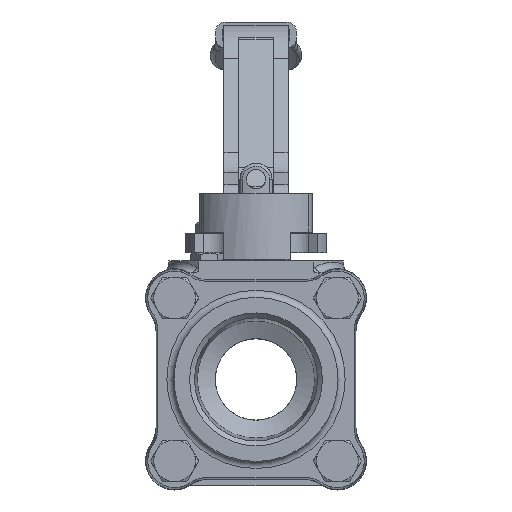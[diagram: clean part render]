
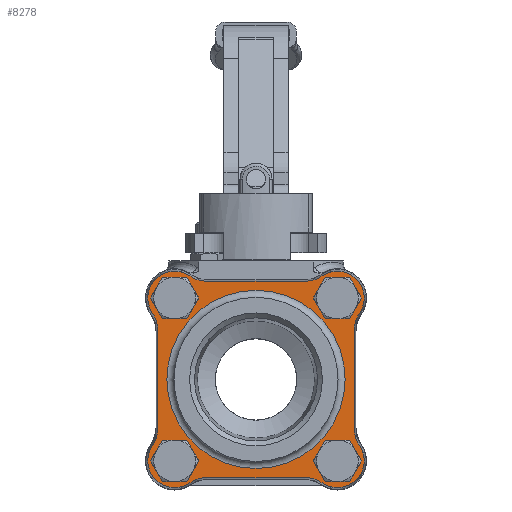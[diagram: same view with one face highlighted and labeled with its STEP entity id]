
A CAD part, front view. The second image highlights one B-rep face of the part: STEP entity #8278.
In plain terms, the highlighted face is planar.
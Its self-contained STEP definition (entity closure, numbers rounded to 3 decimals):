
#8052=CARTESIAN_POINT('',(27.8,0.,10.0));
#8053=VERTEX_POINT('',#8052);
#8054=CARTESIAN_POINT('',(0.0,0.0,10.0));
#8055=DIRECTION('',(0.0,0.0,1.0));
#8056=DIRECTION('',(-1.0,0.0,0.0));
#8057=AXIS2_PLACEMENT_3D('',#8054,#8055,#8056);
#8058=CIRCLE('',#8057,27.8);
#8059=EDGE_CURVE('',#8053,#8053,#8058,.T.);
#8084=CARTESIAN_POINT('',(0.0,0.,10.0));
#8085=DIRECTION('',(0.0,0.0,1.0));
#8086=DIRECTION('',(1.0,0.0,0.0));
#8087=AXIS2_PLACEMENT_3D('',#8084,#8085,#8086);
#8088=PLANE('',#8087);
#8089=CARTESIAN_POINT('',(20.643,32.294,10.0));
#8090=VERTEX_POINT('',#8089);
#8091=CARTESIAN_POINT('',(32.294,20.643,10.0));
#8092=VERTEX_POINT('',#8091);
#8093=CARTESIAN_POINT('',(25.4,25.4,10.0));
#8094=DIRECTION('',(0.0,0.0,-1.0));
#8095=DIRECTION('',(-0.823,0.568,0.0));
#8096=AXIS2_PLACEMENT_3D('',#8093,#8094,#8095);
#8097=CIRCLE('',#8096,8.376);
#8098=EDGE_CURVE('',#8090,#8092,#8097,.T.);
#8099=ORIENTED_EDGE('',*,*,#8098,.F.);
#8100=CARTESIAN_POINT('',(15.29,30.626,10.0));
#8101=VERTEX_POINT('',#8100);
#8102=CARTESIAN_POINT('',(15.29,40.05,10.0));
#8103=DIRECTION('',(0.0,0.0,1.0));
#8104=DIRECTION('',(0.0,-1.0,0.0));
#8105=AXIS2_PLACEMENT_3D('',#8102,#8103,#8104);
#8106=CIRCLE('',#8105,9.424);
#8107=EDGE_CURVE('',#8101,#8090,#8106,.T.);
#8108=ORIENTED_EDGE('',*,*,#8107,.F.);
#8109=CARTESIAN_POINT('',(-15.29,30.626,10.0));
#8110=VERTEX_POINT('',#8109);
#8111=CARTESIAN_POINT('',(-15.29,30.626,10.0));
#8112=DIRECTION('',(1.0,0.0,0.0));
#8113=VECTOR('',#8112,30.579);
#8114=LINE('',#8111,#8113);
#8115=EDGE_CURVE('',#8110,#8101,#8114,.T.);
#8116=ORIENTED_EDGE('',*,*,#8115,.F.);
#8117=CARTESIAN_POINT('',(-20.643,32.294,10.0));
#8118=VERTEX_POINT('',#8117);
#8119=CARTESIAN_POINT('',(-15.29,40.05,10.0));
#8120=DIRECTION('',(0.0,0.0,1.0));
#8121=DIRECTION('',(-0.568,-0.823,0.0));
#8122=AXIS2_PLACEMENT_3D('',#8119,#8120,#8121);
#8123=CIRCLE('',#8122,9.424);
#8124=EDGE_CURVE('',#8118,#8110,#8123,.T.);
#8125=ORIENTED_EDGE('',*,*,#8124,.F.);
#8126=CARTESIAN_POINT('',(-32.294,20.643,10.0));
#8127=VERTEX_POINT('',#8126);
#8128=CARTESIAN_POINT('',(-25.4,25.4,10.0));
#8129=DIRECTION('',(0.0,0.0,-1.0));
#8130=DIRECTION('',(-0.568,-0.823,0.0));
#8131=AXIS2_PLACEMENT_3D('',#8128,#8129,#8130);
#8132=CIRCLE('',#8131,8.376);
#8133=EDGE_CURVE('',#8127,#8118,#8132,.T.);
#8134=ORIENTED_EDGE('',*,*,#8133,.F.);
#8135=CARTESIAN_POINT('',(-30.626,15.29,10.0));
#8136=VERTEX_POINT('',#8135);
#8137=CARTESIAN_POINT('',(-40.05,15.29,10.0));
#8138=DIRECTION('',(0.0,0.0,1.0));
#8139=DIRECTION('',(1.0,0.0,0.0));
#8140=AXIS2_PLACEMENT_3D('',#8137,#8138,#8139);
#8141=CIRCLE('',#8140,9.424);
#8142=EDGE_CURVE('',#8136,#8127,#8141,.T.);
#8143=ORIENTED_EDGE('',*,*,#8142,.F.);
#8144=CARTESIAN_POINT('',(-30.626,-15.29,10.0));
#8145=VERTEX_POINT('',#8144);
#8146=CARTESIAN_POINT('',(-30.626,-15.29,10.0));
#8147=DIRECTION('',(0.0,1.0,0.0));
#8148=VECTOR('',#8147,30.579);
#8149=LINE('',#8146,#8148);
#8150=EDGE_CURVE('',#8145,#8136,#8149,.T.);
#8151=ORIENTED_EDGE('',*,*,#8150,.F.);
#8152=CARTESIAN_POINT('',(-32.294,-20.643,10.0));
#8153=VERTEX_POINT('',#8152);
#8154=CARTESIAN_POINT('',(-40.05,-15.29,10.0));
#8155=DIRECTION('',(0.0,0.0,1.0));
#8156=DIRECTION('',(0.823,-0.568,0.0));
#8157=AXIS2_PLACEMENT_3D('',#8154,#8155,#8156);
#8158=CIRCLE('',#8157,9.424);
#8159=EDGE_CURVE('',#8153,#8145,#8158,.T.);
#8160=ORIENTED_EDGE('',*,*,#8159,.F.);
#8161=CARTESIAN_POINT('',(-20.643,-32.294,10.0));
#8162=VERTEX_POINT('',#8161);
#8163=CARTESIAN_POINT('',(-25.4,-25.4,10.0));
#8164=DIRECTION('',(0.0,0.0,-1.0));
#8165=DIRECTION('',(0.823,-0.568,0.0));
#8166=AXIS2_PLACEMENT_3D('',#8163,#8164,#8165);
#8167=CIRCLE('',#8166,8.376);
#8168=EDGE_CURVE('',#8162,#8153,#8167,.T.);
#8169=ORIENTED_EDGE('',*,*,#8168,.F.);
#8170=CARTESIAN_POINT('',(-15.29,-30.626,10.0));
#8171=VERTEX_POINT('',#8170);
#8172=CARTESIAN_POINT('',(-15.29,-40.05,10.0));
#8173=DIRECTION('',(0.0,0.0,1.0));
#8174=DIRECTION('',(0.0,1.0,0.0));
#8175=AXIS2_PLACEMENT_3D('',#8172,#8173,#8174);
#8176=CIRCLE('',#8175,9.424);
#8177=EDGE_CURVE('',#8171,#8162,#8176,.T.);
#8178=ORIENTED_EDGE('',*,*,#8177,.F.);
#8179=CARTESIAN_POINT('',(15.29,-30.626,10.0));
#8180=VERTEX_POINT('',#8179);
#8181=CARTESIAN_POINT('',(15.29,-30.626,10.0));
#8182=DIRECTION('',(-1.0,0.0,0.0));
#8183=VECTOR('',#8182,30.579);
#8184=LINE('',#8181,#8183);
#8185=EDGE_CURVE('',#8180,#8171,#8184,.T.);
#8186=ORIENTED_EDGE('',*,*,#8185,.F.);
#8187=CARTESIAN_POINT('',(20.643,-32.294,10.0));
#8188=VERTEX_POINT('',#8187);
#8189=CARTESIAN_POINT('',(15.29,-40.05,10.0));
#8190=DIRECTION('',(0.0,0.0,1.0));
#8191=DIRECTION('',(0.568,0.823,0.0));
#8192=AXIS2_PLACEMENT_3D('',#8189,#8190,#8191);
#8193=CIRCLE('',#8192,9.424);
#8194=EDGE_CURVE('',#8188,#8180,#8193,.T.);
#8195=ORIENTED_EDGE('',*,*,#8194,.F.);
#8196=CARTESIAN_POINT('',(32.294,-20.643,10.0));
#8197=VERTEX_POINT('',#8196);
#8198=CARTESIAN_POINT('',(25.4,-25.4,10.0));
#8199=DIRECTION('',(0.0,0.0,-1.0));
#8200=DIRECTION('',(0.568,0.823,0.0));
#8201=AXIS2_PLACEMENT_3D('',#8198,#8199,#8200);
#8202=CIRCLE('',#8201,8.376);
#8203=EDGE_CURVE('',#8197,#8188,#8202,.T.);
#8204=ORIENTED_EDGE('',*,*,#8203,.F.);
#8205=CARTESIAN_POINT('',(30.626,-15.29,10.0));
#8206=VERTEX_POINT('',#8205);
#8207=CARTESIAN_POINT('',(40.05,-15.29,10.0));
#8208=DIRECTION('',(0.0,0.0,1.0));
#8209=DIRECTION('',(-1.0,0.0,0.0));
#8210=AXIS2_PLACEMENT_3D('',#8207,#8208,#8209);
#8211=CIRCLE('',#8210,9.424);
#8212=EDGE_CURVE('',#8206,#8197,#8211,.T.);
#8213=ORIENTED_EDGE('',*,*,#8212,.F.);
#8214=CARTESIAN_POINT('',(30.626,15.29,10.0));
#8215=VERTEX_POINT('',#8214);
#8216=CARTESIAN_POINT('',(30.626,15.29,10.0));
#8217=DIRECTION('',(0.0,-1.0,0.0));
#8218=VECTOR('',#8217,30.579);
#8219=LINE('',#8216,#8218);
#8220=EDGE_CURVE('',#8215,#8206,#8219,.T.);
#8221=ORIENTED_EDGE('',*,*,#8220,.F.);
#8222=CARTESIAN_POINT('',(40.05,15.29,10.0));
#8223=DIRECTION('',(0.0,0.0,1.0));
#8224=DIRECTION('',(-0.823,0.568,0.0));
#8225=AXIS2_PLACEMENT_3D('',#8222,#8223,#8224);
#8226=CIRCLE('',#8225,9.424);
#8227=EDGE_CURVE('',#8092,#8215,#8226,.T.);
#8228=ORIENTED_EDGE('',*,*,#8227,.F.);
#8229=EDGE_LOOP('',(#8099,#8108,#8116,#8125,#8134,#8143,#8151,#8160,#8169,#8178,#8186,#8195,#8204,#8213,#8221,#8228));
#8230=FACE_OUTER_BOUND('',#8229,.T.);
#8231=CARTESIAN_POINT('',(-20.626,25.4,10.0));
#8232=VERTEX_POINT('',#8231);
#8233=CARTESIAN_POINT('',(-25.4,25.4,10.0));
#8234=DIRECTION('',(0.0,0.0,-1.0));
#8235=DIRECTION('',(-1.0,0.0,0.0));
#8236=AXIS2_PLACEMENT_3D('',#8233,#8234,#8235);
#8237=CIRCLE('',#8236,4.774);
#8238=EDGE_CURVE('',#8232,#8232,#8237,.T.);
#8239=ORIENTED_EDGE('',*,*,#8238,.T.);
#8240=EDGE_LOOP('',(#8239));
#8241=FACE_BOUND('',#8240,.T.);
#8242=CARTESIAN_POINT('',(30.174,25.4,10.0));
#8243=VERTEX_POINT('',#8242);
#8244=CARTESIAN_POINT('',(25.4,25.4,10.0));
#8245=DIRECTION('',(0.0,0.0,-1.0));
#8246=DIRECTION('',(-1.0,0.0,0.0));
#8247=AXIS2_PLACEMENT_3D('',#8244,#8245,#8246);
#8248=CIRCLE('',#8247,4.774);
#8249=EDGE_CURVE('',#8243,#8243,#8248,.T.);
#8250=ORIENTED_EDGE('',*,*,#8249,.T.);
#8251=EDGE_LOOP('',(#8250));
#8252=FACE_BOUND('',#8251,.T.);
#8253=CARTESIAN_POINT('',(30.174,-25.4,10.0));
#8254=VERTEX_POINT('',#8253);
#8255=CARTESIAN_POINT('',(25.4,-25.4,10.0));
#8256=DIRECTION('',(0.0,0.0,-1.0));
#8257=DIRECTION('',(-1.0,0.0,0.0));
#8258=AXIS2_PLACEMENT_3D('',#8255,#8256,#8257);
#8259=CIRCLE('',#8258,4.774);
#8260=EDGE_CURVE('',#8254,#8254,#8259,.T.);
#8261=ORIENTED_EDGE('',*,*,#8260,.T.);
#8262=EDGE_LOOP('',(#8261));
#8263=FACE_BOUND('',#8262,.T.);
#8264=CARTESIAN_POINT('',(-20.626,-25.4,10.0));
#8265=VERTEX_POINT('',#8264);
#8266=CARTESIAN_POINT('',(-25.4,-25.4,10.0));
#8267=DIRECTION('',(0.0,0.0,-1.0));
#8268=DIRECTION('',(-1.0,0.0,0.0));
#8269=AXIS2_PLACEMENT_3D('',#8266,#8267,#8268);
#8270=CIRCLE('',#8269,4.774);
#8271=EDGE_CURVE('',#8265,#8265,#8270,.T.);
#8272=ORIENTED_EDGE('',*,*,#8271,.T.);
#8273=EDGE_LOOP('',(#8272));
#8274=FACE_BOUND('',#8273,.T.);
#8275=ORIENTED_EDGE('',*,*,#8059,.F.);
#8276=EDGE_LOOP('',(#8275));
#8277=FACE_BOUND('',#8276,.T.);
#8278=ADVANCED_FACE('',(#8230,#8241,#8252,#8263,#8274,#8277),#8088,.T.);
